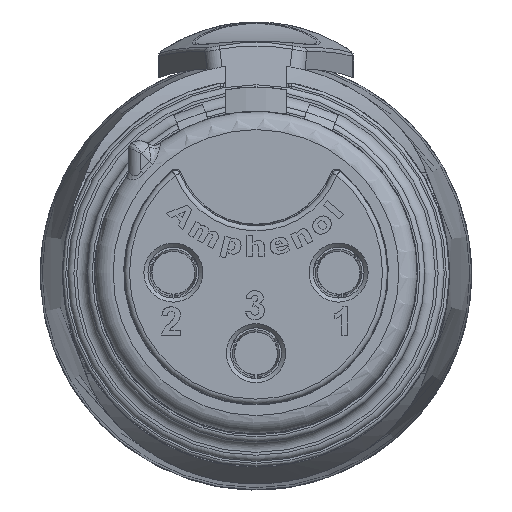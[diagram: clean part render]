
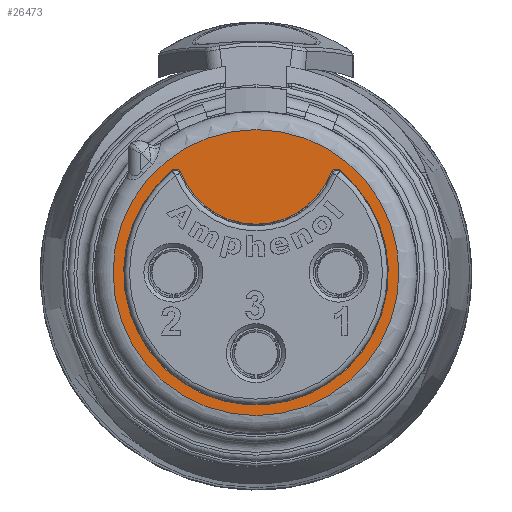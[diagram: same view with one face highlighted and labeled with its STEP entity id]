
A CAD part, top view. The second image highlights one B-rep face of the part: STEP entity #26473.
In plain terms, the highlighted planar face has unit normal (0, 0, 1).
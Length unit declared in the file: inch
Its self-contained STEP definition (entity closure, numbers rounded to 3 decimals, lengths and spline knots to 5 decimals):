
#2624=FACE_BOUND('',#5953,.T.);
#3142=PLANE('',#28559);
#4458=FACE_OUTER_BOUND('',#5952,.T.);
#5952=EDGE_LOOP('',(#23664));
#5953=EDGE_LOOP('',(#23665,#23666,#23667,#23668));
#10232=CIRCLE('',#28092,0.27657);
#10242=CIRCLE('',#28108,0.01181);
#10248=CIRCLE('',#28115,0.25591);
#10250=CIRCLE('',#28118,0.01181);
#10251=CIRCLE('',#28120,0.15453);
#11972=VERTEX_POINT('',#45757);
#11981=VERTEX_POINT('',#45858);
#11982=VERTEX_POINT('',#45860);
#11994=VERTEX_POINT('',#45886);
#11996=VERTEX_POINT('',#45892);
#15280=EDGE_CURVE('',#11972,#11972,#10232,.T.);
#15298=EDGE_CURVE('',#11981,#11982,#10242,.T.);
#15312=EDGE_CURVE('',#11981,#11994,#10248,.T.);
#15315=EDGE_CURVE('',#11996,#11994,#10250,.T.);
#15316=EDGE_CURVE('',#11996,#11982,#10251,.T.);
#23664=ORIENTED_EDGE('',*,*,#15280,.F.);
#23665=ORIENTED_EDGE('',*,*,#15312,.T.);
#23666=ORIENTED_EDGE('',*,*,#15315,.F.);
#23667=ORIENTED_EDGE('',*,*,#15316,.T.);
#23668=ORIENTED_EDGE('',*,*,#15298,.F.);
#26473=ADVANCED_FACE('',(#4458,#2624),#3142,.T.);
#28092=AXIS2_PLACEMENT_3D('',#45758,#32275,#32276);
#28108=AXIS2_PLACEMENT_3D('',#45861,#32313,#32314);
#28115=AXIS2_PLACEMENT_3D('',#45888,#32335,#32336);
#28118=AXIS2_PLACEMENT_3D('',#45894,#32342,#32343);
#28120=AXIS2_PLACEMENT_3D('',#45896,#32346,#32347);
#28559=AXIS2_PLACEMENT_3D('',#69526,#33664,#33665);
#32275=DIRECTION('center_axis',(0.,0.,
-1.));
#32276=DIRECTION('ref_axis',(0.652,-0.758,0.));
#32313=DIRECTION('center_axis',(0.,0.,
1.));
#32314=DIRECTION('ref_axis',(-0.254,0.967,0.));
#32335=DIRECTION('center_axis',(0.,0.,
-1.));
#32336=DIRECTION('ref_axis',(-1.,0.,0.));
#32342=DIRECTION('center_axis',(0.,0.,
1.));
#32343=DIRECTION('ref_axis',(0.254,0.967,0.));
#32346=DIRECTION('center_axis',(0.,0.,
1.));
#32347=DIRECTION('ref_axis',(-0.966,-0.26,0.));
#33664=DIRECTION('center_axis',(0.,0.,
1.));
#33665=DIRECTION('ref_axis',(1.,0.,0.));
#45757=CARTESIAN_POINT('',(-0.27657,0.,0.));
#45758=CARTESIAN_POINT('Origin',(0.,0.,0.));
#45858=CARTESIAN_POINT('',(0.16278,0.19746,0.));
#45860=CARTESIAN_POINT('',(0.14424,0.19259,0.));
#45861=CARTESIAN_POINT('Origin',(0.15526,0.18835,0.));
#45886=CARTESIAN_POINT('',(-0.16278,0.19746,0.));
#45888=CARTESIAN_POINT('Origin',(0.,0.,0.));
#45892=CARTESIAN_POINT('',(-0.14424,0.19259,0.));
#45894=CARTESIAN_POINT('Origin',(-0.15526,0.18835,0.));
#45896=CARTESIAN_POINT('Origin',(0.,0.24803,
0.));
#69526=CARTESIAN_POINT('Origin',(-0.02077,0.01951,
0.));
